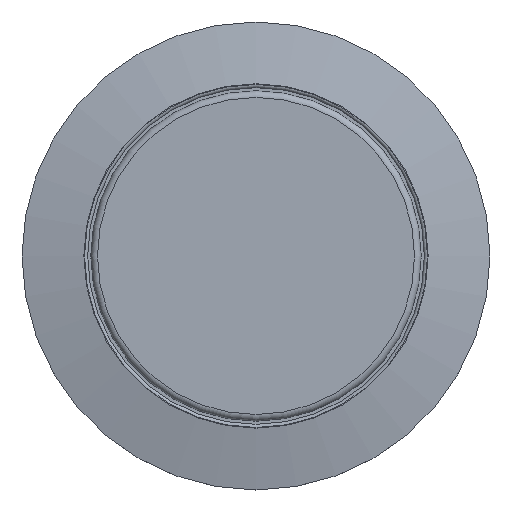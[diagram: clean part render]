
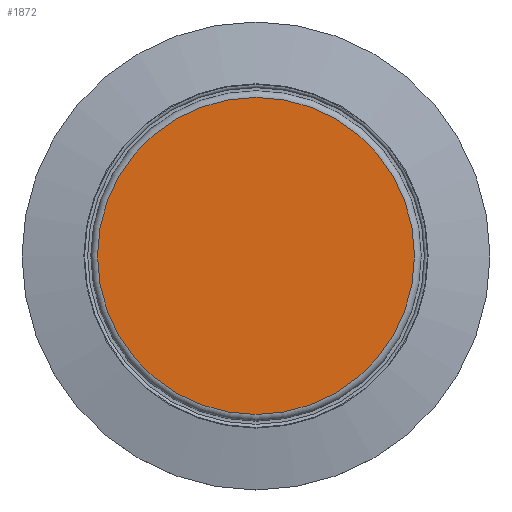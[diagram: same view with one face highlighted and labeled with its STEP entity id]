
A CAD part, top view. The second image highlights one B-rep face of the part: STEP entity #1872.
In plain terms, the highlighted planar face has unit normal (0, 0, 1).
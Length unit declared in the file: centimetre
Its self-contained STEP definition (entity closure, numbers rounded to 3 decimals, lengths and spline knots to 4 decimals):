
#186=PLANE($,#2058);
#273=FACE_OUTER_BOUND($,#414,.T.);
#414=EDGE_LOOP($,(#1570));
#541=CIRCLE($,#2057,0.945);
#906=VERTEX_POINT($,#5874);
#1141=EDGE_CURVE($,#906,#906,#541,.T.);
#1570=ORIENTED_EDGE($,*,*,#1141,.F.);
#1872=ADVANCED_FACE($,(#273),#186,.T.);
#2057=AXIS2_PLACEMENT_3D($,#5875,#2489,#2490);
#2058=AXIS2_PLACEMENT_3D($,#5876,#2491,#2492);
#2489=DIRECTION('center_axis',(0.,0.,
-1.));
#2490=DIRECTION('ref_axis',(0.,-1.,0.));
#2491=DIRECTION('center_axis',(0.,0.,
1.));
#2492=DIRECTION('ref_axis',(0.,1.,0.));
#5874=CARTESIAN_POINT('',(0.,-0.945,2.66));
#5875=CARTESIAN_POINT('Origin',(0.,0.,
2.66));
#5876=CARTESIAN_POINT('Origin',(0.,-0.4725,
2.66));
